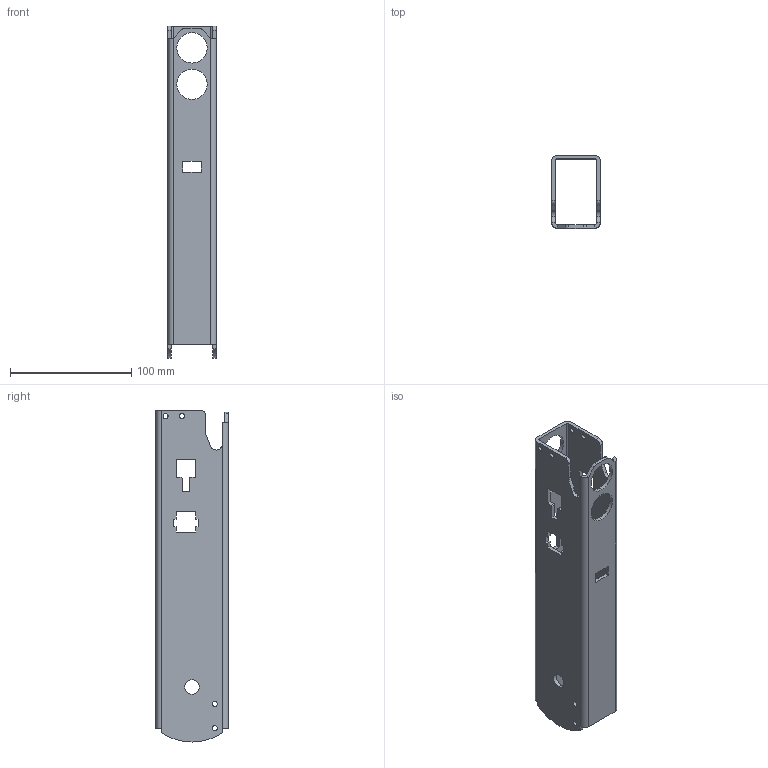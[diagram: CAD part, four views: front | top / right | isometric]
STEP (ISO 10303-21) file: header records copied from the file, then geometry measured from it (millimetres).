
FILE_DESCRIPTION (( 'STEP AP203' ), '1' );
FILE_NAME ('support verrouillage.STEP', '2018-02-14T18:03:53', ( '' ), ( '' ), 'SwSTEP 2.0', 'SolidWorks 2015', '' );
FILE_SCHEMA (( 'CONFIG_CONTROL_DESIGN' ));
Length unit declared in the file: millimetre
Products named in the file (1): support verrouillage
Bounding box: 40 x 60 x 273.34 mm (x, y, z)
Volume: 130531.2 mm3; surface area: 91450.4 mm2
Topology: 1 solids, 1 shells, 132 faces, 392 edges, 260 vertices
Faces by surface type: plane 74, cylinder 58
Entity records: 4609 total; most frequent: CARTESIAN_POINT 785, ORIENTED_EDGE 784, DIRECTION 774, EDGE_CURVE 392, LINE 276, VECTOR 276, VERTEX_POINT 260, AXIS2_PLACEMENT_3D 249
